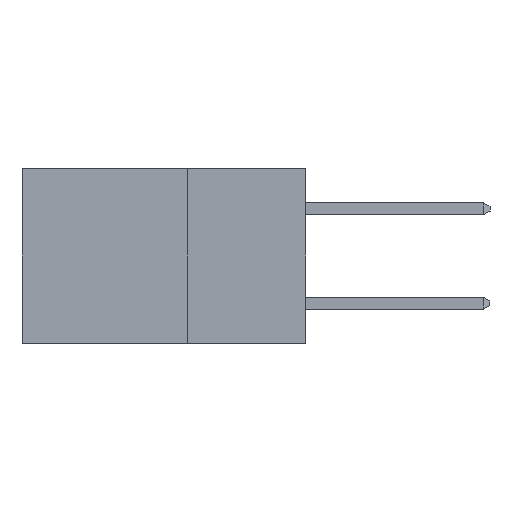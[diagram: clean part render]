
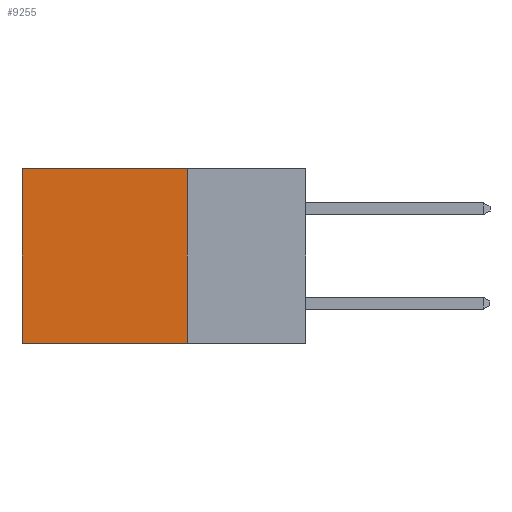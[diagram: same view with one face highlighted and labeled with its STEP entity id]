
A CAD part, left-side view. The second image highlights one B-rep face of the part: STEP entity #9255.
In plain terms, the highlighted planar face has unit normal (-1, 0, 0).
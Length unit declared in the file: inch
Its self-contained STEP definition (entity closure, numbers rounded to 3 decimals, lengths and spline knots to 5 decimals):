
#439 = ORIENTED_EDGE ( 'NONE', *, *, #11955, .F. ) ;
#807 = LINE ( 'NONE', #1019, #6140 ) ;
#1019 = CARTESIAN_POINT ( 'NONE',  ( 0.298, 0.6, 0. ) ) ;
#1458 = VERTEX_POINT ( 'NONE', #12343 ) ;
#2048 = DIRECTION ( 'NONE',  ( 0., 1., 0. ) ) ;
#2580 = AXIS2_PLACEMENT_3D ( 'NONE', #5218, #13013, #7205 ) ;
#2586 = VERTEX_POINT ( 'NONE', #3270 ) ;
#3096 = CARTESIAN_POINT ( 'NONE',  ( 0.298, 0.25, 0. ) ) ;
#3270 = CARTESIAN_POINT ( 'NONE',  ( 0.298, 0.6, -0.37 ) ) ;
#3904 = VECTOR ( 'NONE', #5655, 39.37008 ) ;
#3932 = ORIENTED_EDGE ( 'NONE', *, *, #4791, .F. ) ;
#4791 = EDGE_CURVE ( 'NONE', #6262, #1458, #8045, .T. ) ;
#5218 = CARTESIAN_POINT ( 'NONE',  ( 0.298, 0.25, 0. ) ) ;
#5655 = DIRECTION ( 'NONE',  ( 0., 1., 0. ) ) ;
#6140 = VECTOR ( 'NONE', #7296, 39.37008 ) ;
#6239 = FACE_OUTER_BOUND ( 'NONE', #12225, .T. ) ;
#6262 = VERTEX_POINT ( 'NONE', #10564 ) ;
#6603 = CARTESIAN_POINT ( 'NONE',  ( 0.298, 0.25, -0.37 ) ) ;
#6641 = LINE ( 'NONE', #6603, #3904 ) ;
#6883 = CARTESIAN_POINT ( 'NONE',  ( 0.298, 0.6, 0. ) ) ;
#7205 = DIRECTION ( 'NONE',  ( 0., 0., -1. ) ) ;
#7296 = DIRECTION ( 'NONE',  ( 0., 0., -1. ) ) ;
#7917 = ORIENTED_EDGE ( 'NONE', *, *, #13113, .T. ) ;
#8045 = LINE ( 'NONE', #3096, #12892 ) ;
#8235 = CARTESIAN_POINT ( 'NONE',  ( 0.298, 0.25, 0. ) ) ;
#9255 = ADVANCED_FACE ( 'NONE', ( #6239 ), #11093, .F. ) ;
#9296 = EDGE_CURVE ( 'NONE', #6262, #12786, #10823, .T. ) ;
#10164 = DIRECTION ( 'NONE',  ( 0., 0., -1. ) ) ;
#10564 = CARTESIAN_POINT ( 'NONE',  ( 0.298, 0.25, 0. ) ) ;
#10719 = ORIENTED_EDGE ( 'NONE', *, *, #9296, .T. ) ;
#10823 = LINE ( 'NONE', #8235, #13067 ) ;
#11093 = PLANE ( 'NONE',  #2580 ) ;
#11955 = EDGE_CURVE ( 'NONE', #1458, #2586, #6641, .T. ) ;
#12225 = EDGE_LOOP ( 'NONE', ( #7917, #439, #3932, #10719 ) ) ;
#12343 = CARTESIAN_POINT ( 'NONE',  ( 0.298, 0.25, -0.37 ) ) ;
#12786 = VERTEX_POINT ( 'NONE', #6883 ) ;
#12892 = VECTOR ( 'NONE', #10164, 39.37008 ) ;
#13013 = DIRECTION ( 'NONE',  ( 1., 0., 0. ) ) ;
#13067 = VECTOR ( 'NONE', #2048, 39.37008 ) ;
#13113 = EDGE_CURVE ( 'NONE', #12786, #2586, #807, .T. ) ;
